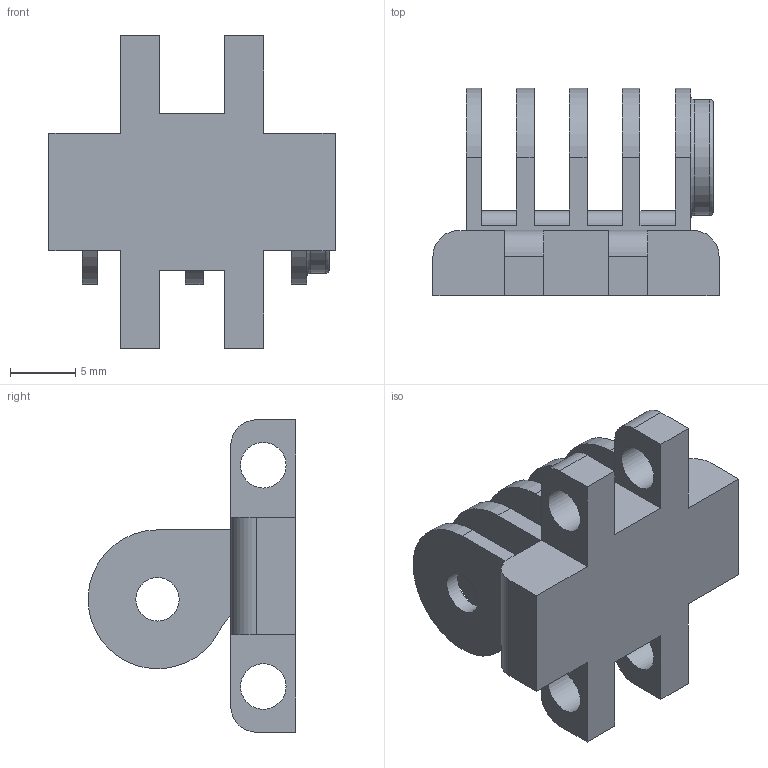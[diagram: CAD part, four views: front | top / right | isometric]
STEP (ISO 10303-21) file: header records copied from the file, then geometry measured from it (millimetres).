
FILE_DESCRIPTION(/* description */ (''),/* implementation_level */ '2;1');
FILE_NAME(/* name */ 'Stereocam Final_Camera Mount Part v1.step',/* time_stamp */ '2022-09-13T22:47:01-04:00',/* author */ (''),/* organization */ (''),/* preprocessor_version */ 'ST-DEVELOPER v19',/* originating_system */ 'Autodesk Translation Framework v11.7.0.108',/* authorisation */ '');
FILE_SCHEMA (('AUTOMOTIVE_DESIGN { 1 0 10303 214 3 1 1 }'));
Length unit declared in the file: millimetre
Products named in the file (1): Stereocam Final_Camera Mount Part
Bounding box: 21.98 x 15.95 x 24 mm (x, y, z)
Volume: 2028.8 mm3; surface area: 2375.4 mm2
Topology: 1 solids, 1 shells, 81 faces, 227 edges, 151 vertices
Faces by surface type: plane 41, cylinder 38, torus 2
Full cylindrical faces by diameter (mm): 3.334 x5, 3.5 x4, 8.89 x1
Entity records: 2710 total; most frequent: DIRECTION 472, CARTESIAN_POINT 460, ORIENTED_EDGE 454, EDGE_CURVE 227, AXIS2_PLACEMENT_3D 163, VERTEX_POINT 151, LINE 146, VECTOR 146
